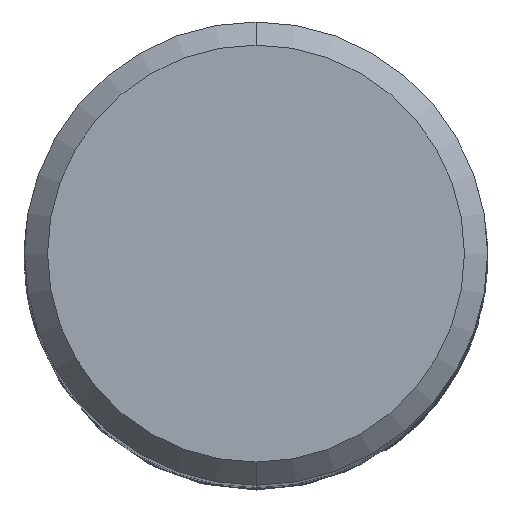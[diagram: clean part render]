
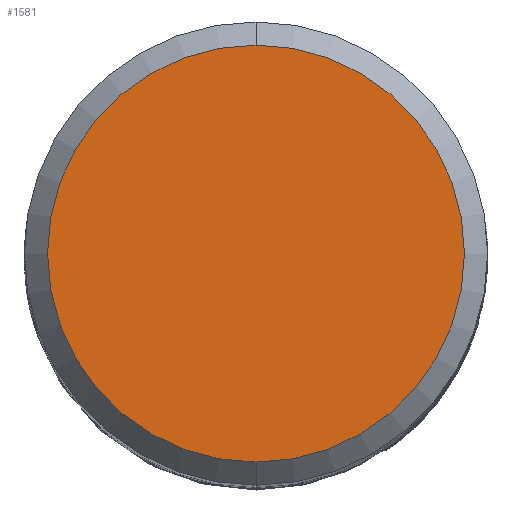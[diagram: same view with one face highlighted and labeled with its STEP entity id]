
A CAD part, top view. The second image highlights one B-rep face of the part: STEP entity #1581.
In plain terms, the highlighted planar face has unit normal (0, 0, 1).
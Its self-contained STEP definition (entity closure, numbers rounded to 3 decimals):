
#995=VERTEX_POINT('',#2156);
#1087=VERTEX_POINT('',#2254);
#1169=EDGE_CURVE('',#995,#1087,#2340,.T.);
#1429=EDGE_CURVE('',#1087,#995,#2619,.T.);
#1581=ADVANCED_FACE('',(#2785),#2786,.T.);
#2156=CARTESIAN_POINT('',(0.,-7.2,0.));
#2254=CARTESIAN_POINT('',(0.0,7.2,0.));
#2340=CIRCLE('',#7774,7.2);
#2619=CIRCLE('',#9705,7.2);
#2785=FACE_OUTER_BOUND('',#10485,.T.);
#2786=PLANE('',#10486);
#7774=AXIS2_PLACEMENT_3D('',#12460,#12461,#12462);
#9705=AXIS2_PLACEMENT_3D('',#12727,#12728,#12729);
#10485=EDGE_LOOP('',(#12892,#12893));
#10486=AXIS2_PLACEMENT_3D('',#12894,#12895,#12896);
#12460=CARTESIAN_POINT('',(0.0,0.0,0.));
#12461=DIRECTION('',(0.0,0.0,-1.0));
#12462=DIRECTION('',(0.0,1.0,0.0));
#12727=CARTESIAN_POINT('',(0.0,0.0,0.));
#12728=DIRECTION('',(0.0,0.0,-1.0));
#12729=DIRECTION('',(0.0,1.0,0.0));
#12892=ORIENTED_EDGE('',*,*,#1429,.F.);
#12893=ORIENTED_EDGE('',*,*,#1169,.F.);
#12894=CARTESIAN_POINT('',(0.0,3.6,0.));
#12895=DIRECTION('',(-0.0,0.0,1.0));
#12896=DIRECTION('',(0.0,-1.0,0.0));
